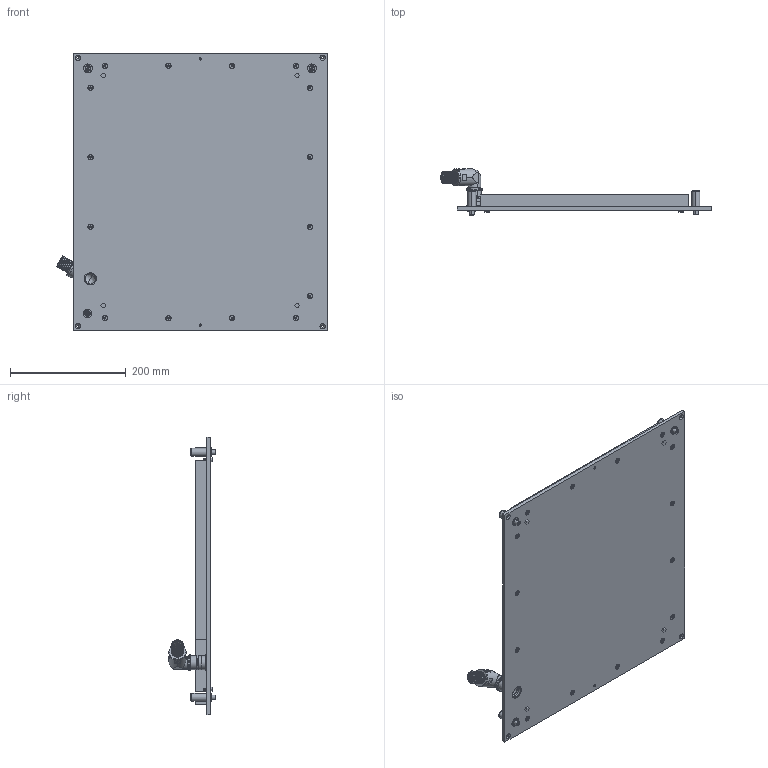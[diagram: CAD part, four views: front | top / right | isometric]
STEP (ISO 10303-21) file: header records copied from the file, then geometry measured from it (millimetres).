
FILE_DESCRIPTION (( 'STEP AP214' ), '1' );
FILE_NAME ('INGUN_17969.STEP', '2023-11-20T09:32:30', ( '' ), ( '' ), 'SwSTEP 2.0', 'SolidWorks 2021', '' );
FILE_SCHEMA (( 'AUTOMOTIVE_DESIGN' ));
Length unit declared in the file: millimetre
Products named in the file (15): 17459~0_S; 115110~1_KUNDE<S>; 2196~6; DIN7991~n_M04,0x012; 17967~1_S; 17968~0_S; 2229~6; 17965~5_KUNDE<Standard>; DIN7~n_04,0m6x004; 15542~0_S; 17999~0; INGUN_17969; 17966~1_S; 11655~0; 11657~0
Assembly tree (39 placements, depth 3):
  INGUN_17969
    115110~1_KUNDE<S>
      17965~5_KUNDE<Standard>
    17966~1_S
    17967~1_S
    17968~0_S  x2
    11657~0
    17999~0  x4
    2196~6  x3
    17459~0_S  x2
    15542~0_S  x2
    DIN7991~n_M04,0x012  x15
    DIN7~n_04,0m6x004  x2
    2229~6  x3
    11655~0
Bounding box: 467.45 x 79.7 x 480 mm (x, y, z)
Volume: 1531952.8 mm3; surface area: 562197 mm2
Topology: 38 solids, 38 shells, 974 faces, 2279 edges, 1424 vertices
Faces by surface type: cylinder 580, plane 208, cone 164, torus 12, sphere 8, bspline 2
Entity records: 14123 total; most frequent: DIRECTION 2467, CARTESIAN_POINT 2376, ORIENTED_EDGE 1990, AXIS2_PLACEMENT_3D 1015, EDGE_CURVE 995, VERTEX_POINT 636, EDGE_LOOP 571, CIRCLE 529
